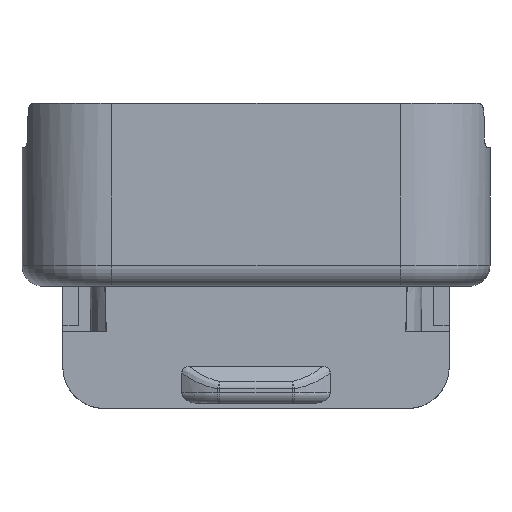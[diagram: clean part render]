
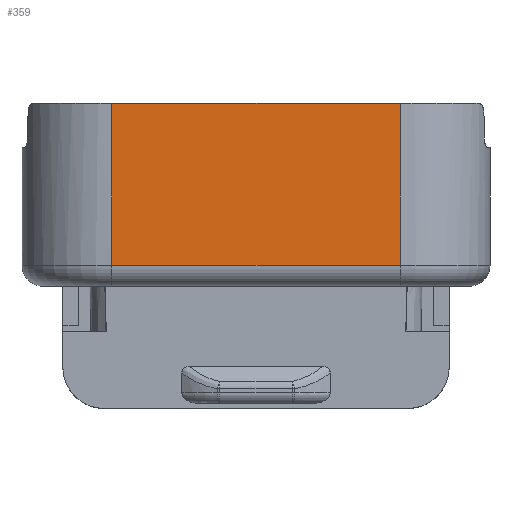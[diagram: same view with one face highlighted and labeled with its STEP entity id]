
A CAD part, front view. The second image highlights one B-rep face of the part: STEP entity #359.
In plain terms, the highlighted planar face has unit normal (0, -1, 0).
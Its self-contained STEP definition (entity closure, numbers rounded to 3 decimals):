
#359=ADVANCED_FACE('',(#1151),#777,.T.);
#777=PLANE('',#8265);
#1151=FACE_OUTER_BOUND('',#1588,.T.);
#1588=EDGE_LOOP('',(#2521,#2522,#2523,#2524));
#2521=ORIENTED_EDGE('',*,*,#5253,.T.);
#2522=ORIENTED_EDGE('',*,*,#5362,.T.);
#2523=ORIENTED_EDGE('',*,*,#5345,.F.);
#2524=ORIENTED_EDGE('',*,*,#5361,.T.);
#4501=VERTEX_POINT('',#11038);
#4502=VERTEX_POINT('',#11042);
#4555=VERTEX_POINT('',#11444);
#4556=VERTEX_POINT('',#11447);
#5253=EDGE_CURVE('',#4501,#4502,#6370,.T.);
#5345=EDGE_CURVE('',#4556,#4555,#6418,.T.);
#5361=EDGE_CURVE('',#4556,#4501,#6428,.T.);
#5362=EDGE_CURVE('',#4502,#4555,#6429,.T.);
#6370=LINE('',#11043,#7323);
#6418=LINE('',#11448,#7373);
#6428=LINE('',#11530,#7385);
#6429=LINE('',#11532,#7386);
#7323=VECTOR('',#8902,1.);
#7373=VECTOR('',#9080,1.);
#7385=VECTOR('',#9112,1.);
#7386=VECTOR('',#9115,1.);
#8265=AXIS2_PLACEMENT_3D('',#11533,#9116,#9117);
#8902=DIRECTION('',(1.,0.,0.));
#9080=DIRECTION('',(1.,0.,0.));
#9112=DIRECTION('',(0.,0.,-1.));
#9115=DIRECTION('',(0.,0.,1.));
#9116=DIRECTION('',(0.,-1.,0.));
#9117=DIRECTION('',(1.,0.,0.));
#11038=CARTESIAN_POINT('',(-13.874,-11.618,-8.6));
#11042=CARTESIAN_POINT('',(13.874,-11.618,-8.6));
#11043=CARTESIAN_POINT('',(27.024,-11.618,-8.6));
#11444=CARTESIAN_POINT('',(13.874,-11.618,6.953));
#11447=CARTESIAN_POINT('',(-13.874,-11.618,6.953));
#11448=CARTESIAN_POINT('',(27.024,-11.618,6.953));
#11530=CARTESIAN_POINT('',(-13.874,-11.618,7.));
#11532=CARTESIAN_POINT('',(13.874,-11.618,7.));
#11533=CARTESIAN_POINT('',(27.024,-11.618,7.));
